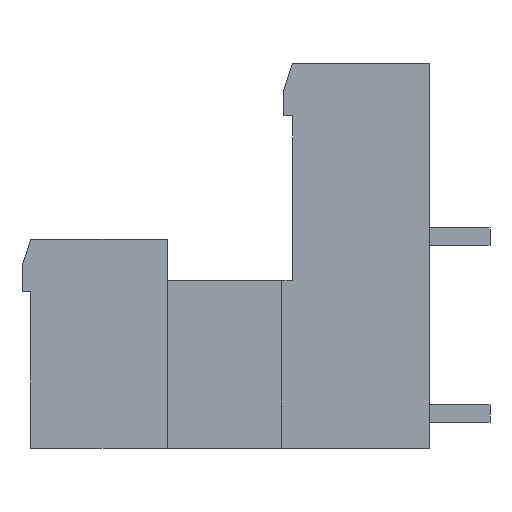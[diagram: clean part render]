
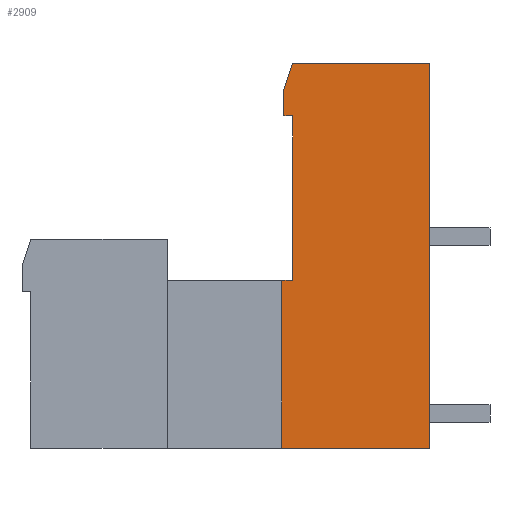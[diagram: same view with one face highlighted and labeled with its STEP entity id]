
A CAD part, left-side view. The second image highlights one B-rep face of the part: STEP entity #2909.
In plain terms, the highlighted planar face has unit normal (-1, 0, 0).
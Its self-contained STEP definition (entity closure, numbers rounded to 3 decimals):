
#124=DIRECTION('',(0.,1.,0.));
#125=VECTOR('',#124,7.85);
#126=CARTESIAN_POINT('',(-11.18,-11.45,0.));
#127=LINE('',#126,#125);
#225=DIRECTION('',(0.,0.,-1.));
#226=VECTOR('',#225,9.45);
#227=CARTESIAN_POINT('',(-11.18,-3.6,-3.));
#228=LINE('',#227,#226);
#229=DIRECTION('',(0.,-1.,0.));
#230=VECTOR('',#229,0.5);
#231=CARTESIAN_POINT('',(-11.18,-3.1,-3.));
#232=LINE('',#231,#230);
#233=DIRECTION('',(0.,0.,-1.));
#234=VECTOR('',#233,1.5);
#235=CARTESIAN_POINT('',(-11.18,-3.1,-1.5));
#236=LINE('',#235,#234);
#237=DIRECTION('',(0.,0.316,-0.949));
#238=VECTOR('',#237,1.581);
#239=CARTESIAN_POINT('',(-11.18,-3.6,0.));
#240=LINE('',#239,#238);
#241=DIRECTION('',(0.,1.,0.));
#242=VECTOR('',#241,8.47);
#243=CARTESIAN_POINT('',(-11.18,-11.45,-22.1));
#244=LINE('',#243,#242);
#826=DIRECTION('',(0.,0.,1.));
#827=VECTOR('',#826,22.1);
#828=CARTESIAN_POINT('',(-11.18,-11.45,-22.1));
#829=LINE('',#828,#827);
#1318=DIRECTION('',(0.,1.,0.));
#1319=VECTOR('',#1318,0.62);
#1320=CARTESIAN_POINT('',(-11.18,-3.6,-12.45));
#1321=LINE('',#1320,#1319);
#1330=DIRECTION('',(0.,0.,-1.));
#1331=VECTOR('',#1330,9.65);
#1332=CARTESIAN_POINT('',(-11.18,-2.98,-12.45));
#1333=LINE('',#1332,#1331);
#2041=CARTESIAN_POINT('',(-11.18,-11.45,0.));
#2043=VERTEX_POINT('',#2041);
#2058=CARTESIAN_POINT('',(-11.18,-11.45,-22.1));
#2059=VERTEX_POINT('',#2058);
#2450=CARTESIAN_POINT('',(-11.18,-3.1,-1.5));
#2451=CARTESIAN_POINT('',(-11.18,-3.1,-3.));
#2452=VERTEX_POINT('',#2450);
#2453=VERTEX_POINT('',#2451);
#2459=CARTESIAN_POINT('',(-11.18,-3.6,-3.));
#2461=VERTEX_POINT('',#2459);
#2464=CARTESIAN_POINT('',(-11.18,-3.6,0.));
#2465=VERTEX_POINT('',#2464);
#2642=CARTESIAN_POINT('',(-11.18,-2.98,-22.1));
#2644=VERTEX_POINT('',#2642);
#2648=CARTESIAN_POINT('',(-11.18,-3.6,-12.45));
#2649=CARTESIAN_POINT('',(-11.18,-2.98,-12.45));
#2650=VERTEX_POINT('',#2648);
#2651=VERTEX_POINT('',#2649);
#2886=CARTESIAN_POINT('',(-11.18,-3.6,0.));
#2887=DIRECTION('',(-1.,0.,0.));
#2888=DIRECTION('',(0.,-1.,0.));
#2889=AXIS2_PLACEMENT_3D('',#2886,#2887,#2888);
#2890=PLANE('',#2889);
#2892=ORIENTED_EDGE('',*,*,#2891,.F.);
#2894=ORIENTED_EDGE('',*,*,#2893,.F.);
#2896=ORIENTED_EDGE('',*,*,#2895,.F.);
#2897=ORIENTED_EDGE('',*,*,#2803,.F.);
#2898=ORIENTED_EDGE('',*,*,#2737,.F.);
#2900=ORIENTED_EDGE('',*,*,#2899,.F.);
#2902=ORIENTED_EDGE('',*,*,#2901,.T.);
#2904=ORIENTED_EDGE('',*,*,#2903,.F.);
#2906=ORIENTED_EDGE('',*,*,#2905,.F.);
#2907=EDGE_LOOP('',(#2892,#2894,#2896,#2897,#2898,#2900,#2902,#2904,#2906));
#2908=FACE_OUTER_BOUND('',#2907,.F.);
#2909=ADVANCED_FACE('',(#2908),#2890,.T.);
#2737=EDGE_CURVE('',#2043,#2465,#127,.T.);
#2803=EDGE_CURVE('',#2465,#2452,#240,.T.);
#2891=EDGE_CURVE('',#2461,#2650,#228,.T.);
#2893=EDGE_CURVE('',#2453,#2461,#232,.T.);
#2895=EDGE_CURVE('',#2452,#2453,#236,.T.);
#2899=EDGE_CURVE('',#2059,#2043,#829,.T.);
#2901=EDGE_CURVE('',#2059,#2644,#244,.T.);
#2903=EDGE_CURVE('',#2651,#2644,#1333,.T.);
#2905=EDGE_CURVE('',#2650,#2651,#1321,.T.);
